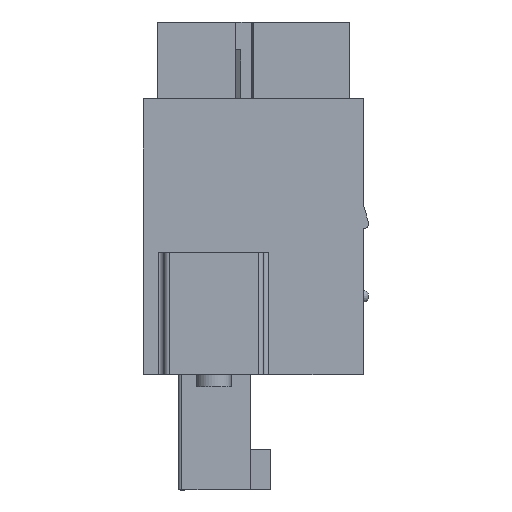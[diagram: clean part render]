
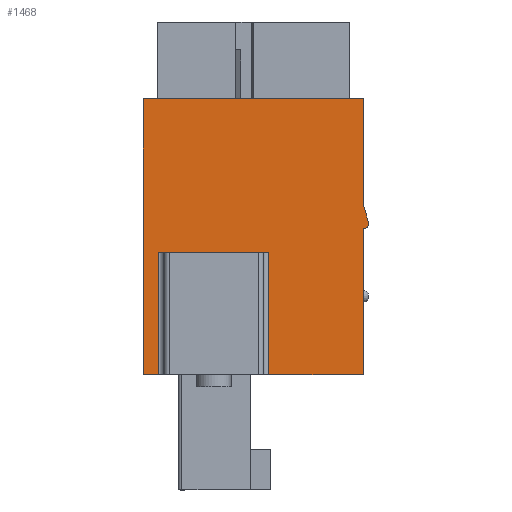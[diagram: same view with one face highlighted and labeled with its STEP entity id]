
A CAD part, left-side view. The second image highlights one B-rep face of the part: STEP entity #1468.
In plain terms, the highlighted planar face has unit normal (-1, 0, 0).
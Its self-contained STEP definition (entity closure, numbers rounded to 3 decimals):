
#1468 = ADVANCED_FACE( '', ( #3524 ), #3525, .F. );
#3524 = FACE_OUTER_BOUND( '', #6356, .T. );
#3525 = PLANE( '', #6357 );
#6356 = EDGE_LOOP( '', ( #10232, #10233, #10234, #10235, #10236, #10237, #10238, #10239, #10240, #10241, #10242 ) );
#6357 = AXIS2_PLACEMENT_3D( '', #10243, #10244, #10245 );
#10232 = ORIENTED_EDGE( '', *, *, #18315, .F. );
#10233 = ORIENTED_EDGE( '', *, *, #18316, .T. );
#10234 = ORIENTED_EDGE( '', *, *, #18317, .F. );
#10235 = ORIENTED_EDGE( '', *, *, #18318, .F. );
#10236 = ORIENTED_EDGE( '', *, *, #18319, .F. );
#10237 = ORIENTED_EDGE( '', *, *, #18320, .F. );
#10238 = ORIENTED_EDGE( '', *, *, #17695, .F. );
#10239 = ORIENTED_EDGE( '', *, *, #18321, .F. );
#10240 = ORIENTED_EDGE( '', *, *, #18322, .F. );
#10241 = ORIENTED_EDGE( '', *, *, #18323, .F. );
#10242 = ORIENTED_EDGE( '', *, *, #18324, .T. );
#10243 = CARTESIAN_POINT( '', ( -15.635, 0., 0. ) );
#10244 = DIRECTION( '', ( 1., 0., 0. ) );
#10245 = DIRECTION( '', ( 0., 0., -1. ) );
#17695 = EDGE_CURVE( '', #21434, #21436, #21437, .T. );
#18315 = EDGE_CURVE( '', #22506, #22507, #22508, .T. );
#18316 = EDGE_CURVE( '', #22506, #22509, #22510, .F. );
#18317 = EDGE_CURVE( '', #22511, #22509, #22512, .T. );
#18318 = EDGE_CURVE( '', #22513, #22511, #22514, .T. );
#18319 = EDGE_CURVE( '', #22515, #22513, #22516, .T. );
#18320 = EDGE_CURVE( '', #21436, #22515, #22517, .T. );
#18321 = EDGE_CURVE( '', #22518, #21434, #22519, .T. );
#18322 = EDGE_CURVE( '', #22520, #22518, #22521, .T. );
#18323 = EDGE_CURVE( '', #22522, #22520, #22523, .T. );
#18324 = EDGE_CURVE( '', #22522, #22507, #22524, .F. );
#21434 = VERTEX_POINT( '', #26848 );
#21436 = VERTEX_POINT( '', #26851 );
#21437 = LINE( '', #26852, #26853 );
#22506 = VERTEX_POINT( '', #28396 );
#22507 = VERTEX_POINT( '', #28397 );
#22508 = LINE( '', #28398, #28399 );
#22509 = VERTEX_POINT( '', #28400 );
#22510 = LINE( '', #28401, #28402 );
#22511 = VERTEX_POINT( '', #28403 );
#22512 = LINE( '', #28404, #28405 );
#22513 = VERTEX_POINT( '', #28406 );
#22514 = LINE( '', #28407, #28408 );
#22515 = VERTEX_POINT( '', #28409 );
#22516 = CIRCLE( '', #28410, 0.3 );
#22517 = LINE( '', #28411, #28412 );
#22518 = VERTEX_POINT( '', #28413 );
#22519 = LINE( '', #28414, #28415 );
#22520 = VERTEX_POINT( '', #28416 );
#22521 = LINE( '', #28417, #28418 );
#22522 = VERTEX_POINT( '', #28419 );
#22523 = LINE( '', #28420, #28421 );
#22524 = LINE( '', #28422, #28423 );
#26848 = CARTESIAN_POINT( '', ( -15.635, -6.3, 7.9 ) );
#26851 = CARTESIAN_POINT( '', ( -15.635, -6.3, 1.85 ) );
#26852 = CARTESIAN_POINT( '', ( -15.635, -6.3, 7.9 ) );
#26853 = VECTOR( '', #33789, 1000. );
#28396 = CARTESIAN_POINT( '', ( -15.635, -0.875, -0.9 ) );
#28397 = CARTESIAN_POINT( '', ( -15.635, 5.425, -0.9 ) );
#28398 = CARTESIAN_POINT( '', ( -15.635, -0.575, -0.9 ) );
#28399 = VECTOR( '', #34366, 1000. );
#28400 = CARTESIAN_POINT( '', ( -15.635, -0.875, -7.9 ) );
#28401 = CARTESIAN_POINT( '', ( -15.635, -0.875, -7.9 ) );
#28402 = VECTOR( '', #34367, 1000. );
#28403 = CARTESIAN_POINT( '', ( -15.635, -6.3, -7.9 ) );
#28404 = CARTESIAN_POINT( '', ( -15.635, -6.3, -7.9 ) );
#28405 = VECTOR( '', #34368, 1000. );
#28406 = CARTESIAN_POINT( '', ( -15.635, -6.3, 0.45 ) );
#28407 = CARTESIAN_POINT( '', ( -15.635, -6.3, 7.9 ) );
#28408 = VECTOR( '', #34369, 1000. );
#28409 = CARTESIAN_POINT( '', ( -15.635, -6.589, 0.832 ) );
#28410 = AXIS2_PLACEMENT_3D( '', #34370, #34371, #34372 );
#28411 = CARTESIAN_POINT( '', ( -15.635, -6.3, 1.85 ) );
#28412 = VECTOR( '', #34373, 1000. );
#28413 = CARTESIAN_POINT( '', ( -15.635, 6.3, 7.9 ) );
#28414 = CARTESIAN_POINT( '', ( -15.635, 6.3, 7.9 ) );
#28415 = VECTOR( '', #34374, 1000. );
#28416 = CARTESIAN_POINT( '', ( -15.635, 6.3, -7.9 ) );
#28417 = CARTESIAN_POINT( '', ( -15.635, 6.3, -7.9 ) );
#28418 = VECTOR( '', #34375, 1000. );
#28419 = CARTESIAN_POINT( '', ( -15.635, 5.425, -7.9 ) );
#28420 = CARTESIAN_POINT( '', ( -15.635, -6.3, -7.9 ) );
#28421 = VECTOR( '', #34376, 1000. );
#28422 = CARTESIAN_POINT( '', ( -15.635, 5.425, -0.9 ) );
#28423 = VECTOR( '', #34377, 1000. );
#33789 = DIRECTION( '', ( 0., 0., -1. ) );
#34366 = DIRECTION( '', ( 0., 1., 0. ) );
#34367 = DIRECTION( '', ( 0., 0., 1. ) );
#34368 = DIRECTION( '', ( 0., 1., 0. ) );
#34369 = DIRECTION( '', ( 0., 0., -1. ) );
#34370 = CARTESIAN_POINT( '', ( -15.635, -6.3, 0.75 ) );
#34371 = DIRECTION( '', ( 1., 0., 0. ) );
#34372 = DIRECTION( '', ( 0., 1., 0. ) );
#34373 = DIRECTION( '', ( 0., -0.273, -0.962 ) );
#34374 = DIRECTION( '', ( 0., -1., 0. ) );
#34375 = DIRECTION( '', ( 0., 0., 1. ) );
#34376 = DIRECTION( '', ( 0., 1., 0. ) );
#34377 = DIRECTION( '', ( 0., 0., -1. ) );
